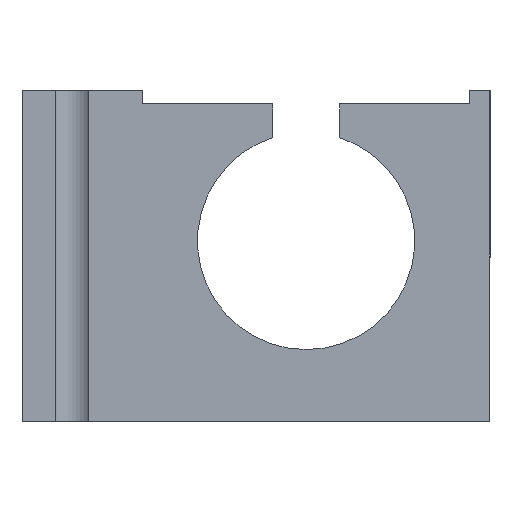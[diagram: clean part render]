
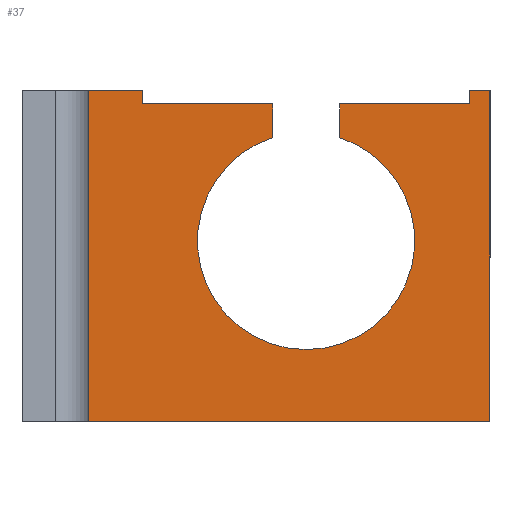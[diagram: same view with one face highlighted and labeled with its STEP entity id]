
A CAD part, front view. The second image highlights one B-rep face of the part: STEP entity #37.
In plain terms, the highlighted planar face has unit normal (0, -1, 0).
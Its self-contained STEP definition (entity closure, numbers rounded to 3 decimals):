
#37 = ADVANCED_FACE ( 'NONE', ( #2669 ), #6944, .T. ) ;
#71 = CARTESIAN_POINT ( 'NONE',  ( 34.852, -81.293, 49.5 ) ) ;
#104 = ORIENTED_EDGE ( 'NONE', *, *, #2512, .T. ) ;
#139 = CARTESIAN_POINT ( 'NONE',  ( 2.352, -81.293, 42.462 ) ) ;
#239 = VERTEX_POINT ( 'NONE', #4566 ) ;
#543 = VECTOR ( 'NONE', #2406, 1000. ) ;
#630 = DIRECTION ( 'NONE',  ( 0., -1., 0. ) ) ;
#807 = CARTESIAN_POINT ( 'NONE',  ( 31.852, -81.293, 49.5 ) ) ;
#875 = CARTESIAN_POINT ( 'NONE',  ( 31.852, -81.293, 47.5 ) ) ;
#1032 = VERTEX_POINT ( 'NONE', #875 ) ;
#1068 = LINE ( 'NONE', #3185, #13854 ) ;
#1119 = EDGE_CURVE ( 'NONE', #13812, #1724, #9463, .T. ) ;
#1264 = CARTESIAN_POINT ( 'NONE',  ( 2.352, -81.293, 47.5 ) ) ;
#1355 = EDGE_CURVE ( 'NONE', #239, #1656, #8234, .T. ) ;
#1383 = CARTESIAN_POINT ( 'NONE',  ( -17.148, -81.293, 49.5 ) ) ;
#1442 = CARTESIAN_POINT ( 'NONE',  ( -20.148, -81.293, 0. ) ) ;
#1656 = VERTEX_POINT ( 'NONE', #2542 ) ;
#1682 = DIRECTION ( 'NONE',  ( 0., 0., -1. ) ) ;
#1703 = EDGE_CURVE ( 'NONE', #11812, #1032, #13130, .T. ) ;
#1724 = VERTEX_POINT ( 'NONE', #2818 ) ;
#1776 = ORIENTED_EDGE ( 'NONE', *, *, #5557, .T. ) ;
#1814 = DIRECTION ( 'NONE',  ( -1., 0., 0. ) ) ;
#1858 = AXIS2_PLACEMENT_3D ( 'NONE', #5896, #630, #1682 ) ;
#1887 = VECTOR ( 'NONE', #6962, 1000. ) ;
#2077 = EDGE_CURVE ( 'NONE', #2639, #3599, #11053, .T. ) ;
#2273 = VECTOR ( 'NONE', #7436, 1000. ) ;
#2406 = DIRECTION ( 'NONE',  ( 0., 0., -1. ) ) ;
#2422 = AXIS2_PLACEMENT_3D ( 'NONE', #13569, #3969, #7185 ) ;
#2512 = EDGE_CURVE ( 'NONE', #7360, #11812, #9161, .T. ) ;
#2542 = CARTESIAN_POINT ( 'NONE',  ( -25.148, -81.293, 49.5 ) ) ;
#2639 = VERTEX_POINT ( 'NONE', #4955 ) ;
#2660 = ORIENTED_EDGE ( 'NONE', *, *, #11052, .T. ) ;
#2669 = FACE_OUTER_BOUND ( 'NONE', #7294, .T. ) ;
#2706 = DIRECTION ( 'NONE',  ( -1., 0., 0. ) ) ;
#2777 = VECTOR ( 'NONE', #12538, 1000. ) ;
#2818 = CARTESIAN_POINT ( 'NONE',  ( -17.148, -81.293, 47.5 ) ) ;
#3185 = CARTESIAN_POINT ( 'NONE',  ( 12.352, -81.293, 47.5 ) ) ;
#3274 = CARTESIAN_POINT ( 'NONE',  ( -17.148, -81.293, 49.5 ) ) ;
#3445 = VERTEX_POINT ( 'NONE', #8274 ) ;
#3461 = EDGE_CURVE ( 'NONE', #1032, #3445, #10170, .T. ) ;
#3599 = VERTEX_POINT ( 'NONE', #139 ) ;
#3940 = LINE ( 'NONE', #10524, #2273 ) ;
#3969 = DIRECTION ( 'NONE',  ( 0., 1., 0. ) ) ;
#4326 = LINE ( 'NONE', #3274, #7118 ) ;
#4458 = CARTESIAN_POINT ( 'NONE',  ( 2.352, -81.293, 47.5 ) ) ;
#4469 = VECTOR ( 'NONE', #1814, 1000. ) ;
#4508 = CARTESIAN_POINT ( 'NONE',  ( 31.852, -81.293, 49.5 ) ) ;
#4566 = CARTESIAN_POINT ( 'NONE',  ( -25.148, -81.293, 0. ) ) ;
#4955 = CARTESIAN_POINT ( 'NONE',  ( 7.352, -81.293, 10.75 ) ) ;
#5020 = VERTEX_POINT ( 'NONE', #10026 ) ;
#5078 = ORIENTED_EDGE ( 'NONE', *, *, #1703, .T. ) ;
#5238 = ORIENTED_EDGE ( 'NONE', *, *, #9800, .T. ) ;
#5319 = ORIENTED_EDGE ( 'NONE', *, *, #11042, .T. ) ;
#5557 = EDGE_CURVE ( 'NONE', #1724, #6455, #11330, .T. ) ;
#5753 = DIRECTION ( 'NONE',  ( 0., 0., -1. ) ) ;
#5896 = CARTESIAN_POINT ( 'NONE',  ( 7.352, -81.293, 27. ) ) ;
#6195 = DIRECTION ( 'NONE',  ( 0., 0., 1. ) ) ;
#6455 = VERTEX_POINT ( 'NONE', #1383 ) ;
#6575 = DIRECTION ( 'NONE',  ( 1., 0., 0. ) ) ;
#6759 = VECTOR ( 'NONE', #6575, 1000. ) ;
#6909 = DIRECTION ( 'NONE',  ( 0., 0., 1. ) ) ;
#6944 = PLANE ( 'NONE',  #1858 ) ;
#6962 = DIRECTION ( 'NONE',  ( 0., 0., 1. ) ) ;
#6998 = ORIENTED_EDGE ( 'NONE', *, *, #8021, .T. ) ;
#7118 = VECTOR ( 'NONE', #9785, 1000. ) ;
#7144 = CARTESIAN_POINT ( 'NONE',  ( 31.852, -81.293, 47.5 ) ) ;
#7185 = DIRECTION ( 'NONE',  ( 0., 0., -1. ) ) ;
#7294 = EDGE_LOOP ( 'NONE', ( #12253, #104, #5078, #11135, #5238, #5319, #12718, #12731, #11985, #1776, #2660, #13385, #6998 ) ) ;
#7332 = CARTESIAN_POINT ( 'NONE',  ( 12.352, -81.293, 42.462 ) ) ;
#7360 = VERTEX_POINT ( 'NONE', #71 ) ;
#7436 = DIRECTION ( 'NONE',  ( 0., 0., 1. ) ) ;
#7443 = VECTOR ( 'NONE', #6909, 1000. ) ;
#8021 = EDGE_CURVE ( 'NONE', #239, #5020, #9736, .T. ) ;
#8234 = LINE ( 'NONE', #9216, #1887 ) ;
#8274 = CARTESIAN_POINT ( 'NONE',  ( 12.352, -81.293, 47.5 ) ) ;
#8586 = CARTESIAN_POINT ( 'NONE',  ( 2.352, -81.293, 42.462 ) ) ;
#8606 = AXIS2_PLACEMENT_3D ( 'NONE', #10809, #11996, #5753 ) ;
#9161 = LINE ( 'NONE', #11190, #12171 ) ;
#9216 = CARTESIAN_POINT ( 'NONE',  ( -25.148, -81.293, 49.5 ) ) ;
#9365 = CIRCLE ( 'NONE', #2422, 16.25 ) ;
#9463 = LINE ( 'NONE', #4458, #2777 ) ;
#9496 = LINE ( 'NONE', #8586, #10500 ) ;
#9736 = LINE ( 'NONE', #1442, #6759 ) ;
#9785 = DIRECTION ( 'NONE',  ( -1., 0., 0. ) ) ;
#9800 = EDGE_CURVE ( 'NONE', #3445, #12007, #1068, .T. ) ;
#9843 = EDGE_CURVE ( 'NONE', #3599, #13812, #9496, .T. ) ;
#10026 = CARTESIAN_POINT ( 'NONE',  ( 34.852, -81.293, 0. ) ) ;
#10170 = LINE ( 'NONE', #7144, #4469 ) ;
#10500 = VECTOR ( 'NONE', #6195, 1000. ) ;
#10524 = CARTESIAN_POINT ( 'NONE',  ( 34.852, -81.293, 0. ) ) ;
#10613 = DIRECTION ( 'NONE',  ( 0., 0., -1. ) ) ;
#10809 = CARTESIAN_POINT ( 'NONE',  ( 7.352, -81.293, 27. ) ) ;
#11042 = EDGE_CURVE ( 'NONE', #12007, #2639, #9365, .T. ) ;
#11052 = EDGE_CURVE ( 'NONE', #6455, #1656, #4326, .T. ) ;
#11053 = CIRCLE ( 'NONE', #8606, 16.25 ) ;
#11135 = ORIENTED_EDGE ( 'NONE', *, *, #3461, .T. ) ;
#11190 = CARTESIAN_POINT ( 'NONE',  ( 34.852, -81.293, 49.5 ) ) ;
#11330 = LINE ( 'NONE', #12598, #7443 ) ;
#11685 = EDGE_CURVE ( 'NONE', #5020, #7360, #3940, .T. ) ;
#11812 = VERTEX_POINT ( 'NONE', #807 ) ;
#11985 = ORIENTED_EDGE ( 'NONE', *, *, #1119, .T. ) ;
#11996 = DIRECTION ( 'NONE',  ( 0., 1., 0. ) ) ;
#12007 = VERTEX_POINT ( 'NONE', #7332 ) ;
#12171 = VECTOR ( 'NONE', #2706, 1000. ) ;
#12253 = ORIENTED_EDGE ( 'NONE', *, *, #11685, .T. ) ;
#12538 = DIRECTION ( 'NONE',  ( -1., 0., 0. ) ) ;
#12598 = CARTESIAN_POINT ( 'NONE',  ( -17.148, -81.293, 47.5 ) ) ;
#12718 = ORIENTED_EDGE ( 'NONE', *, *, #2077, .T. ) ;
#12731 = ORIENTED_EDGE ( 'NONE', *, *, #9843, .T. ) ;
#13130 = LINE ( 'NONE', #4508, #543 ) ;
#13385 = ORIENTED_EDGE ( 'NONE', *, *, #1355, .F. ) ;
#13569 = CARTESIAN_POINT ( 'NONE',  ( 7.352, -81.293, 27. ) ) ;
#13812 = VERTEX_POINT ( 'NONE', #1264 ) ;
#13854 = VECTOR ( 'NONE', #10613, 1000. ) ;
